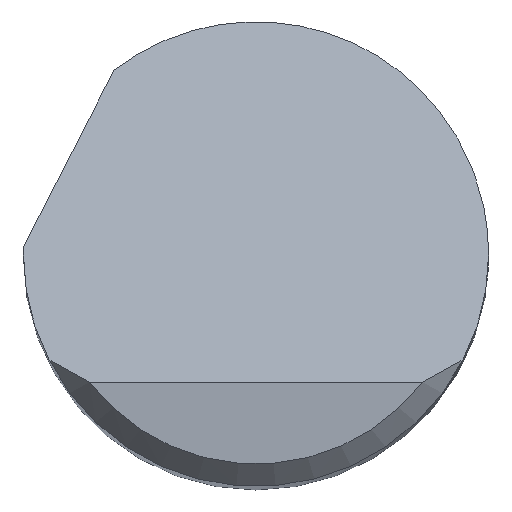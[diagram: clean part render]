
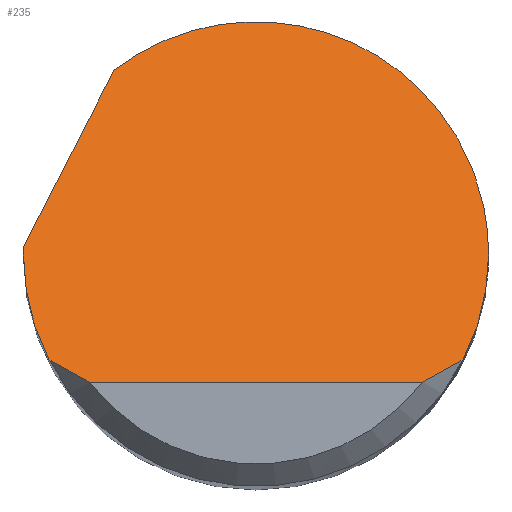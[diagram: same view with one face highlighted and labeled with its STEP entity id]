
A CAD part, top view. The second image highlights one B-rep face of the part: STEP entity #235.
In plain terms, the highlighted planar face has unit normal (0, 0.707, 0.707).
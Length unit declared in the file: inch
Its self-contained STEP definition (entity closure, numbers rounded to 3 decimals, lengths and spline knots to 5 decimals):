
#11 =( BOUNDED_CURVE ( )  B_SPLINE_CURVE ( 3, ( #432, #511, #507, #267 ),
 .UNSPECIFIED., .F., .T. ) 
 B_SPLINE_CURVE_WITH_KNOTS ( ( 4, 4 ),
 ( 5.62792, 7.85398 ),
 .UNSPECIFIED. ) 
 CURVE ( )  GEOMETRIC_REPRESENTATION_ITEM ( )  RATIONAL_B_SPLINE_CURVE ( ( 1., 0.628, 0.628, 1. ) ) 
 REPRESENTATION_ITEM ( '' )  );
#12 = LINE ( 'NONE', #90, #252 ) ;
#25 = CARTESIAN_POINT ( 'NONE',  ( -0.15622, 0.00333, 2.41042 ) ) ;
#52 = PLANE ( 'NONE',  #466 ) ;
#56 = B_SPLINE_CURVE_WITH_KNOTS ( 'NONE', 3,
 ( #752, #416, #180, #560 ),
 .UNSPECIFIED., .F., .F.,
 ( 4, 4 ),
 ( 0., 0.00088 ),
 .UNSPECIFIED. ) ;
#87 = CARTESIAN_POINT ( 'NONE',  ( -0.15625, -0.02489, 2.43864 ) ) ;
#90 = CARTESIAN_POINT ( 'NONE',  ( -0.19753, -0.07567, 2.48942 ) ) ;
#93 = CARTESIAN_POINT ( 'NONE',  ( 0.15625, 0., 2.41375 ) ) ;
#108 = VERTEX_POINT ( 'NONE', #646 ) ;
#111 = CARTESIAN_POINT ( 'NONE',  ( 0.11186, -0.08625, 2.5 ) ) ;
#122 = ORIENTED_EDGE ( 'NONE', *, *, #161, .F. ) ;
#125 = VERTEX_POINT ( 'NONE', #573 ) ;
#149 = CARTESIAN_POINT ( 'NONE',  ( -0.15625, 0., 2.41375 ) ) ;
#154 = CARTESIAN_POINT ( 'NONE',  ( -0.15041, -0.04909, 2.46284 ) ) ;
#157 = DIRECTION ( 'NONE',  ( 0.341, 0.665, -0.665 ) ) ;
#161 = EDGE_CURVE ( 'NONE', #108, #184, #726, .T. ) ;
#177 = CARTESIAN_POINT ( 'NONE',  ( 0.15041, -0.04909, 2.46284 ) ) ;
#178 = ORIENTED_EDGE ( 'NONE', *, *, #599, .F. ) ;
#180 = CARTESIAN_POINT ( 'NONE',  ( -0.12131, -0.0816, 2.49535 ) ) ;
#183 = FACE_OUTER_BOUND ( 'NONE', #257, .T. ) ;
#184 = VERTEX_POINT ( 'NONE', #841 ) ;
#189 =( BOUNDED_CURVE ( )  B_SPLINE_CURVE ( 3, ( #786, #154, #87, #403 ),
 .UNSPECIFIED., .F., .T. ) 
 B_SPLINE_CURVE_WITH_KNOTS ( ( 4, 4 ),
 ( 4.23889, 4.71239 ),
 .UNSPECIFIED. ) 
 CURVE ( )  GEOMETRIC_REPRESENTATION_ITEM ( )  RATIONAL_B_SPLINE_CURVE ( ( 1., 0.981, 0.981, 1. ) ) 
 REPRESENTATION_ITEM ( '' )  );
#226 = CARTESIAN_POINT ( 'NONE',  ( -0.15617, 0.005, 2.40875 ) ) ;
#234 = CARTESIAN_POINT ( 'NONE',  ( -0.09521, 0.12389, 2.28986 ) ) ;
#235 = ADVANCED_FACE ( 'NONE', ( #183 ), #52, .F. ) ;
#252 = VECTOR ( 'NONE', #157, 39.37008 ) ;
#257 = EDGE_LOOP ( 'NONE', ( #455, #567, #122, #836, #178, #594, #410, #655 ) ) ;
#265 = VERTEX_POINT ( 'NONE', #111 ) ;
#267 = CARTESIAN_POINT ( 'NONE',  ( 0.15625, 0., 2.41375 ) ) ;
#302 = CARTESIAN_POINT ( 'NONE',  ( 0., -0.08625, 2.5 ) ) ;
#338 = EDGE_CURVE ( 'NONE', #496, #125, #56, .T. ) ;
#354 = CARTESIAN_POINT ( 'NONE',  ( -0.15625, 0., 2.41375 ) ) ;
#359 = CARTESIAN_POINT ( 'NONE',  ( -0.15617, 0.005, 2.40875 ) ) ;
#384 = EDGE_CURVE ( 'NONE', #777, #108, #11, .T. ) ;
#403 = CARTESIAN_POINT ( 'NONE',  ( -0.15625, 0., 2.41375 ) ) ;
#410 = ORIENTED_EDGE ( 'NONE', *, *, #584, .F. ) ;
#411 = LINE ( 'NONE', #302, #637 ) ;
#416 = CARTESIAN_POINT ( 'NONE',  ( -0.13035, -0.07657, 2.49032 ) ) ;
#432 = CARTESIAN_POINT ( 'NONE',  ( -0.09521, 0.12389, 2.28986 ) ) ;
#455 = ORIENTED_EDGE ( 'NONE', *, *, #593, .T. ) ;
#458 = CARTESIAN_POINT ( 'NONE',  ( 0.11186, -0.08625, 2.5 ) ) ;
#466 = AXIS2_PLACEMENT_3D ( 'NONE', #498, #770, #574 ) ;
#470 = CARTESIAN_POINT ( 'NONE',  ( 0.13906, -0.07125, 2.485 ) ) ;
#472 =( BOUNDED_CURVE ( )  B_SPLINE_CURVE ( 3, ( #354, #526, #25, #226 ),
 .UNSPECIFIED., .F., .T. ) 
 B_SPLINE_CURVE_WITH_KNOTS ( ( 4, 4 ),
 ( 4.71239, 4.74439 ),
 .UNSPECIFIED. ) 
 CURVE ( )  GEOMETRIC_REPRESENTATION_ITEM ( )  RATIONAL_B_SPLINE_CURVE ( ( 1., 1., 1., 1. ) ) 
 REPRESENTATION_ITEM ( '' )  );
#496 = VERTEX_POINT ( 'NONE', #844 ) ;
#498 = CARTESIAN_POINT ( 'NONE',  ( -0.15625, -0.08625, 2.5 ) ) ;
#507 = CARTESIAN_POINT ( 'NONE',  ( 0.15625, 0.1488, 2.26495 ) ) ;
#511 = CARTESIAN_POINT ( 'NONE',  ( 0.02277, 0.21456, 2.19919 ) ) ;
#526 = CARTESIAN_POINT ( 'NONE',  ( -0.15625, 0.00167, 2.41208 ) ) ;
#538 = VERTEX_POINT ( 'NONE', #359 ) ;
#544 = CARTESIAN_POINT ( 'NONE',  ( 0.12131, -0.0816, 2.49535 ) ) ;
#549 = CARTESIAN_POINT ( 'NONE',  ( 0.15625, -0.02489, 2.43864 ) ) ;
#560 = CARTESIAN_POINT ( 'NONE',  ( -0.11186, -0.08625, 2.5 ) ) ;
#567 = ORIENTED_EDGE ( 'NONE', *, *, #838, .T. ) ;
#573 = CARTESIAN_POINT ( 'NONE',  ( -0.11186, -0.08625, 2.5 ) ) ;
#574 = DIRECTION ( 'NONE',  ( 0., 0.707, -0.707 ) ) ;
#584 = EDGE_CURVE ( 'NONE', #496, #651, #189, .T. ) ;
#593 = EDGE_CURVE ( 'NONE', #125, #265, #411, .T. ) ;
#594 = ORIENTED_EDGE ( 'NONE', *, *, #632, .F. ) ;
#599 = EDGE_CURVE ( 'NONE', #538, #777, #12, .T. ) ;
#632 = EDGE_CURVE ( 'NONE', #651, #538, #472, .T. ) ;
#637 = VECTOR ( 'NONE', #661, 39.37008 ) ;
#646 = CARTESIAN_POINT ( 'NONE',  ( 0.15625, 0., 2.41375 ) ) ;
#651 = VERTEX_POINT ( 'NONE', #149 ) ;
#655 = ORIENTED_EDGE ( 'NONE', *, *, #338, .T. ) ;
#661 = DIRECTION ( 'NONE',  ( 1., 0., 0. ) ) ;
#697 = CARTESIAN_POINT ( 'NONE',  ( 0.13906, -0.07125, 2.485 ) ) ;
#726 =( BOUNDED_CURVE ( )  B_SPLINE_CURVE ( 3, ( #93, #549, #177, #697 ),
 .UNSPECIFIED., .F., .F. ) 
 B_SPLINE_CURVE_WITH_KNOTS ( ( 4, 4 ),
 ( 1.5708, 2.04429 ),
 .UNSPECIFIED. ) 
 CURVE ( )  GEOMETRIC_REPRESENTATION_ITEM ( )  RATIONAL_B_SPLINE_CURVE ( ( 1., 0.981, 0.981, 1. ) ) 
 REPRESENTATION_ITEM ( '' )  );
#741 = B_SPLINE_CURVE_WITH_KNOTS ( 'NONE', 3,
 ( #458, #544, #743, #470 ),
 .UNSPECIFIED., .F., .F.,
 ( 4, 4 ),
 ( 0., 0.00088 ),
 .UNSPECIFIED. ) ;
#743 = CARTESIAN_POINT ( 'NONE',  ( 0.13035, -0.07657, 2.49032 ) ) ;
#752 = CARTESIAN_POINT ( 'NONE',  ( -0.13906, -0.07125, 2.485 ) ) ;
#770 = DIRECTION ( 'NONE',  ( 0., -0.707, -0.707 ) ) ;
#777 = VERTEX_POINT ( 'NONE', #234 ) ;
#786 = CARTESIAN_POINT ( 'NONE',  ( -0.13906, -0.07125, 2.485 ) ) ;
#836 = ORIENTED_EDGE ( 'NONE', *, *, #384, .F. ) ;
#838 = EDGE_CURVE ( 'NONE', #265, #184, #741, .T. ) ;
#841 = CARTESIAN_POINT ( 'NONE',  ( 0.13906, -0.07125, 2.485 ) ) ;
#844 = CARTESIAN_POINT ( 'NONE',  ( -0.13906, -0.07125, 2.485 ) ) ;
